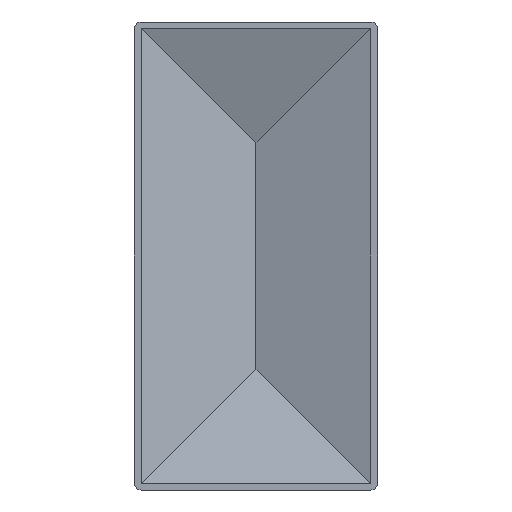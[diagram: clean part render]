
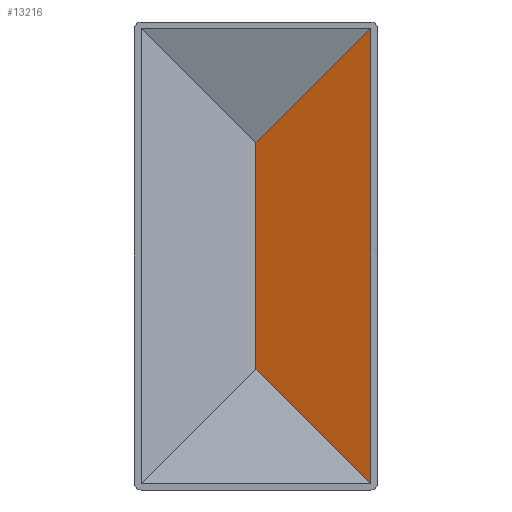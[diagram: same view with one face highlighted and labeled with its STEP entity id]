
A CAD part, front view. The second image highlights one B-rep face of the part: STEP entity #13216.
In plain terms, the highlighted planar face has unit normal (-0.338, -0.941, 0).
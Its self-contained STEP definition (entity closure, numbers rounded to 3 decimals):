
#1274 = VECTOR ( 'NONE', #4290, 1000. ) ;
#1771 = DIRECTION ( 'NONE',  ( 0.688, -0.247, -0.682 ) ) ;
#1802 = EDGE_CURVE ( 'NONE', #11903, #14317, #14033, .T. ) ;
#1887 = CARTESIAN_POINT ( 'NONE',  ( 0., 16.5, -25.237 ) ) ;
#2298 = LINE ( 'NONE', #12864, #1274 ) ;
#2548 = PLANE ( 'NONE',  #10239 ) ;
#2863 = CARTESIAN_POINT ( 'NONE',  ( 0.621, 16.277, -25.853 ) ) ;
#3165 = VERTEX_POINT ( 'NONE', #6356 ) ;
#3309 = CARTESIAN_POINT ( 'NONE',  ( 25.5, 7.35, -50.5 ) ) ;
#3353 = LINE ( 'NONE', #6034, #5628 ) ;
#3421 = DIRECTION ( 'NONE',  ( -0.338, -0.941, 0. ) ) ;
#4290 = DIRECTION ( 'NONE',  ( 0.688, -0.247, 0.682 ) ) ;
#5258 = ORIENTED_EDGE ( 'NONE', *, *, #10759, .F. ) ;
#5628 = VECTOR ( 'NONE', #9502, 1000. ) ;
#5681 = ORIENTED_EDGE ( 'NONE', *, *, #11868, .F. ) ;
#6034 = CARTESIAN_POINT ( 'NONE',  ( 0., 16.5, -52. ) ) ;
#6276 = ORIENTED_EDGE ( 'NONE', *, *, #1802, .T. ) ;
#6356 = CARTESIAN_POINT ( 'NONE',  ( 0., 16.5, 25.237 ) ) ;
#7679 = LINE ( 'NONE', #13871, #12379 ) ;
#7989 = FACE_OUTER_BOUND ( 'NONE', #9880, .T. ) ;
#8144 = VECTOR ( 'NONE', #1771, 1000. ) ;
#8528 = ORIENTED_EDGE ( 'NONE', *, *, #10327, .T. ) ;
#8846 = CARTESIAN_POINT ( 'NONE',  ( 25.5, 7.35, 50.5 ) ) ;
#8992 = CARTESIAN_POINT ( 'NONE',  ( 0., 16.5, -52. ) ) ;
#9502 = DIRECTION ( 'NONE',  ( 0., 0., 1. ) ) ;
#9880 = EDGE_LOOP ( 'NONE', ( #8528, #5681, #5258, #6276 ) ) ;
#10239 = AXIS2_PLACEMENT_3D ( 'NONE', #8992, #3421, #12426 ) ;
#10327 = EDGE_CURVE ( 'NONE', #14317, #14096, #7679, .T. ) ;
#10759 = EDGE_CURVE ( 'NONE', #11903, #3165, #3353, .T. ) ;
#11645 = DIRECTION ( 'NONE',  ( 0., 0., 1. ) ) ;
#11868 = EDGE_CURVE ( 'NONE', #3165, #14096, #2298, .T. ) ;
#11903 = VERTEX_POINT ( 'NONE', #1887 ) ;
#12379 = VECTOR ( 'NONE', #11645, 1000. ) ;
#12426 = DIRECTION ( 'NONE',  ( 0.941, -0.338, 0. ) ) ;
#12864 = CARTESIAN_POINT ( 'NONE',  ( -36.261, 29.511, -10.686 ) ) ;
#13216 = ADVANCED_FACE ( 'NONE', ( #7989 ), #2548, .T. ) ;
#13871 = CARTESIAN_POINT ( 'NONE',  ( 25.5, 7.35, -52. ) ) ;
#14033 = LINE ( 'NONE', #2863, #8144 ) ;
#14096 = VERTEX_POINT ( 'NONE', #8846 ) ;
#14317 = VERTEX_POINT ( 'NONE', #3309 ) ;
